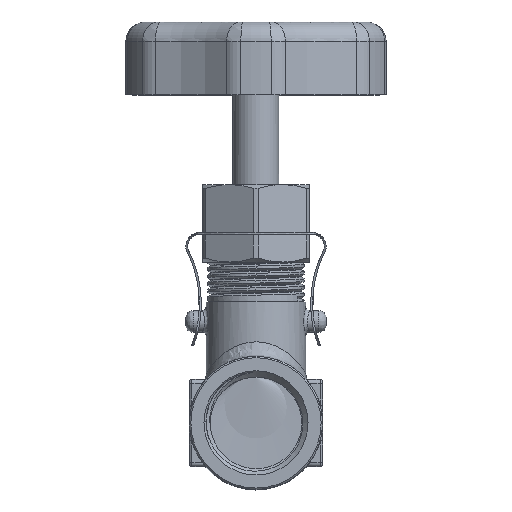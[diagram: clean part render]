
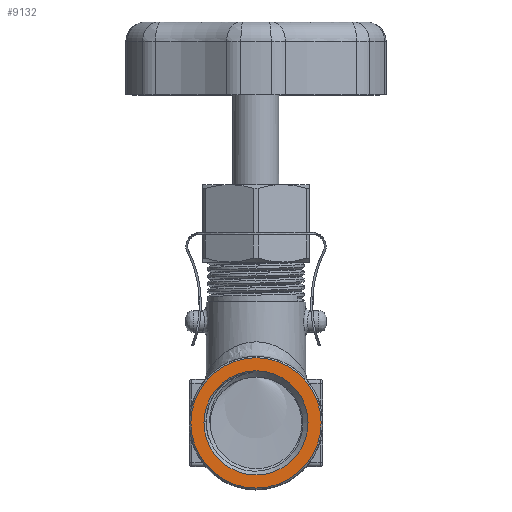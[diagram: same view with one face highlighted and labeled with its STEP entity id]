
A CAD part, top view. The second image highlights one B-rep face of the part: STEP entity #9132.
In plain terms, the highlighted planar face has unit normal (0, 0, 1).
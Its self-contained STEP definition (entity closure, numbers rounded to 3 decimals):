
#247=FACE_BOUND('',#1778,.T.);
#339=PLANE('',#10004);
#535=CIRCLE('',#9805,10.75);
#536=CIRCLE('',#9806,10.75);
#637=CIRCLE('',#10005,13.45);
#638=CIRCLE('',#10006,13.45);
#1222=FACE_OUTER_BOUND('',#1777,.T.);
#1777=EDGE_LOOP('',(#6915,#6916));
#1778=EDGE_LOOP('',(#6917,#6918));
#3643=VERTEX_POINT('',#22919);
#3644=VERTEX_POINT('',#22921);
#3839=VERTEX_POINT('',#29173);
#3840=VERTEX_POINT('',#29174);
#4640=EDGE_CURVE('',#3644,#3643,#535,.T.);
#4641=EDGE_CURVE('',#3643,#3644,#536,.T.);
#4949=EDGE_CURVE('',#3839,#3840,#637,.T.);
#4950=EDGE_CURVE('',#3840,#3839,#638,.T.);
#6915=ORIENTED_EDGE('',*,*,#4949,.F.);
#6916=ORIENTED_EDGE('',*,*,#4950,.F.);
#6917=ORIENTED_EDGE('',*,*,#4640,.T.);
#6918=ORIENTED_EDGE('',*,*,#4641,.T.);
#9132=ADVANCED_FACE('',(#1222,#247),#339,.T.);
#9805=AXIS2_PLACEMENT_3D('',#22922,#10989,#10990);
#9806=AXIS2_PLACEMENT_3D('',#22923,#10991,#10992);
#10004=AXIS2_PLACEMENT_3D('',#29172,#11552,#11553);
#10005=AXIS2_PLACEMENT_3D('',#29175,#11554,#11555);
#10006=AXIS2_PLACEMENT_3D('',#29176,#11556,#11557);
#10989=DIRECTION('center_axis',(0.,0.,-1.));
#10990=DIRECTION('ref_axis',(0.,-1.,0.));
#10991=DIRECTION('center_axis',(0.,0.,-1.));
#10992=DIRECTION('ref_axis',(0.,-1.,0.));
#11552=DIRECTION('center_axis',(0.,0.,1.));
#11553=DIRECTION('ref_axis',(1.,0.,0.));
#11554=DIRECTION('center_axis',(0.,0.,-1.));
#11555=DIRECTION('ref_axis',(1.,0.,0.));
#11556=DIRECTION('center_axis',(0.,0.,-1.));
#11557=DIRECTION('ref_axis',(1.,0.,0.));
#22919=CARTESIAN_POINT('',(0.,10.75,29.5));
#22921=CARTESIAN_POINT('',(0.,-10.75,29.5));
#22922=CARTESIAN_POINT('Origin',(0.,0.,29.5));
#22923=CARTESIAN_POINT('Origin',(0.,0.,29.5));
#29172=CARTESIAN_POINT('Origin',(0.,13.45,29.5));
#29173=CARTESIAN_POINT('',(0.,13.45,29.5));
#29174=CARTESIAN_POINT('',(0.,-13.45,29.5));
#29175=CARTESIAN_POINT('Origin',(0.,0.,29.5));
#29176=CARTESIAN_POINT('Origin',(0.,0.,29.5));
